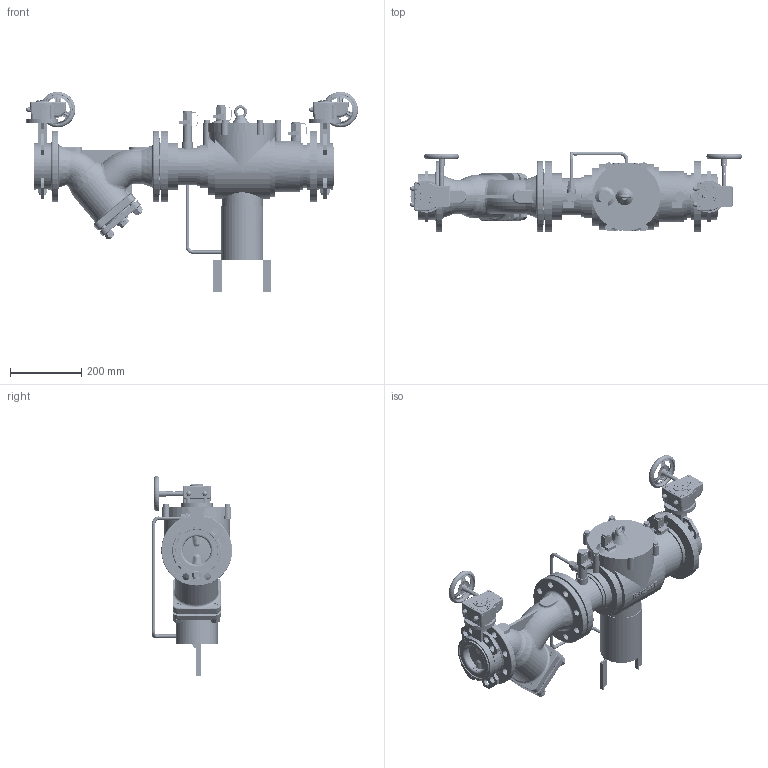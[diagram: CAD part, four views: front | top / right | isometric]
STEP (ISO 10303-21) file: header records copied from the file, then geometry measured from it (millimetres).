
FILE_DESCRIPTION(/* description */ (''),/* implementation_level */ '2;1');
FILE_NAME(/* name */ '1167-80MS.step',/* time_stamp */ '2026-03-11T13:29:00+01:00',/* author */ (''),/* organization */ (''),/* preprocessor_version */ 'ST-DEVELOPER v20.1',/* originating_system */ 'Autodesk Translation Framework v14.24.0.0',/* authorisation */ '');
FILE_SCHEMA (('AUTOMOTIVE_DESIGN { 1 0 10303 214 3 1 1 }'));
Length unit declared in the file: millimetre
Products named in the file (6): 2026-03-11-08-58-34-876; 2026-03-11-07-58-43-817; 2026-03-11-07-59-32-974; 2026-03-10-12-49-05-865; 2026-03-10-12-49-05-866; 2026-03-10-12-49-05-867
Assembly tree (6 placements, depth 4):
  2026-03-11-08-58-34-876
    2026-03-11-07-58-43-817
    2026-03-11-07-59-32-974
    2026-03-10-12-49-05-865  x2
      2026-03-10-12-49-05-866
        2026-03-10-12-49-05-867
Bounding box: 934.79 x 226.5 x 563.99 mm (x, y, z)
Volume: 16496828.8 mm3; surface area: 1426777.5 mm2
Topology: 18 solids, 42 shells, 6734 faces, 17497 edges, 11114 vertices
Faces by surface type: plane 3402, cylinder 1228, bspline 1133, cone 531, torus 350, sphere 90
Full cylindrical faces by diameter (mm): 2 x8, 2.5 x4, 3 x4, 3.1 x4, 3.5 x4, 4 x4, 4.1 x8, 4.2 x8, 4.917 x8, 5 x12, 5.5 x8, 5.7 x4, 6 x4, 6.5 x8, 6.647 x8, 7 x4, 9 x12, 9.78 x8, 10 x6, 10.5 x8, 12 x10, 13 x4, 13.797 x8, 14 x12, 15 x2, 16 x25, 16.5 x4, 17 x2, 18 x8, 19 x30
Entity records: 242987 total; most frequent: CARTESIAN_POINT 142550, ORIENTED_EDGE 21412, DIRECTION 19491, EDGE_CURVE 10706, AXIS2_PLACEMENT_3D 6925, VERTEX_POINT 6853, LINE 5641, VECTOR 5641
